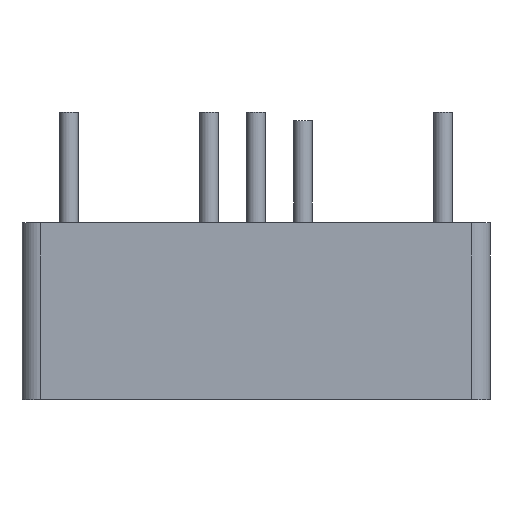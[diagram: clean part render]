
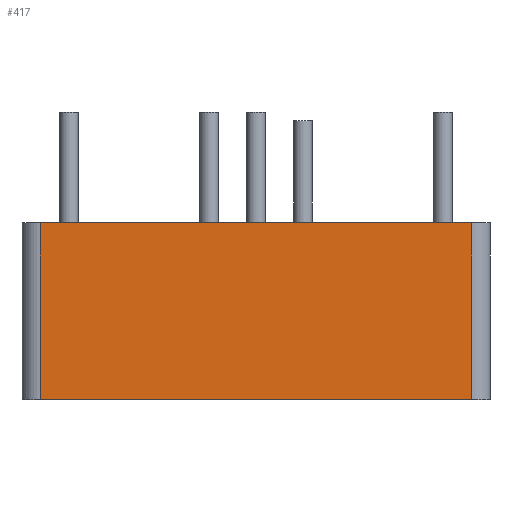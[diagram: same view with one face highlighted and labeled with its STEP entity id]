
A CAD part, left-side view. The second image highlights one B-rep face of the part: STEP entity #417.
In plain terms, the highlighted planar face has unit normal (-1, 0, 0).
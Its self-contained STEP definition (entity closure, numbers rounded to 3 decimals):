
#11 = VECTOR ( 'NONE', #831, 1000. ) ;
#82 = DIRECTION ( 'NONE',  ( 0., -1., 0. ) ) ;
#88 = CARTESIAN_POINT ( 'NONE',  ( -25.4, -12.87, 9.6 ) ) ;
#138 = LINE ( 'NONE', #1220, #1373 ) ;
#197 = CARTESIAN_POINT ( 'NONE',  ( -25.4, 11.7, 0. ) ) ;
#213 = VECTOR ( 'NONE', #82, 1000. ) ;
#390 = FACE_OUTER_BOUND ( 'NONE', #1945, .T. ) ;
#417 = ADVANCED_FACE ( 'NONE', ( #390 ), #1421, .T. ) ;
#425 = VERTEX_POINT ( 'NONE', #1124 ) ;
#542 = EDGE_CURVE ( 'NONE', #1535, #1849, #1509, .T. ) ;
#657 = CARTESIAN_POINT ( 'NONE',  ( -25.4, -11.7, 4.8 ) ) ;
#686 = LINE ( 'NONE', #1590, #213 ) ;
#730 = EDGE_CURVE ( 'NONE', #425, #1239, #138, .T. ) ;
#817 = AXIS2_PLACEMENT_3D ( 'NONE', #1432, #1938, #958 ) ;
#831 = DIRECTION ( 'NONE',  ( 0., 0., -1. ) ) ;
#873 = ORIENTED_EDGE ( 'NONE', *, *, #542, .F. ) ;
#903 = EDGE_CURVE ( 'NONE', #1239, #1849, #686, .T. ) ;
#958 = DIRECTION ( 'NONE',  ( 0., 0., 1. ) ) ;
#980 = ORIENTED_EDGE ( 'NONE', *, *, #1971, .T. ) ;
#986 = ORIENTED_EDGE ( 'NONE', *, *, #730, .T. ) ;
#1003 = CARTESIAN_POINT ( 'NONE',  ( -25.4, -11.7, 9.6 ) ) ;
#1060 = DIRECTION ( 'NONE',  ( 0., 0., -1. ) ) ;
#1124 = CARTESIAN_POINT ( 'NONE',  ( -25.4, 11.7, 9.6 ) ) ;
#1220 = CARTESIAN_POINT ( 'NONE',  ( -25.4, 11.7, -0.48 ) ) ;
#1239 = VERTEX_POINT ( 'NONE', #197 ) ;
#1341 = VECTOR ( 'NONE', #1606, 1000. ) ;
#1373 = VECTOR ( 'NONE', #1060, 1000. ) ;
#1421 = PLANE ( 'NONE',  #817 ) ;
#1432 = CARTESIAN_POINT ( 'NONE',  ( -25.4, -12.87, -0.48 ) ) ;
#1509 = LINE ( 'NONE', #657, #11 ) ;
#1535 = VERTEX_POINT ( 'NONE', #1003 ) ;
#1590 = CARTESIAN_POINT ( 'NONE',  ( -25.4, -12.87, 0. ) ) ;
#1606 = DIRECTION ( 'NONE',  ( 0., 1., 0. ) ) ;
#1651 = ORIENTED_EDGE ( 'NONE', *, *, #903, .T. ) ;
#1777 = LINE ( 'NONE', #88, #1341 ) ;
#1849 = VERTEX_POINT ( 'NONE', #2057 ) ;
#1938 = DIRECTION ( 'NONE',  ( -1., 0., 0. ) ) ;
#1945 = EDGE_LOOP ( 'NONE', ( #986, #1651, #873, #980 ) ) ;
#1971 = EDGE_CURVE ( 'NONE', #1535, #425, #1777, .T. ) ;
#2057 = CARTESIAN_POINT ( 'NONE',  ( -25.4, -11.7, 0. ) ) ;
